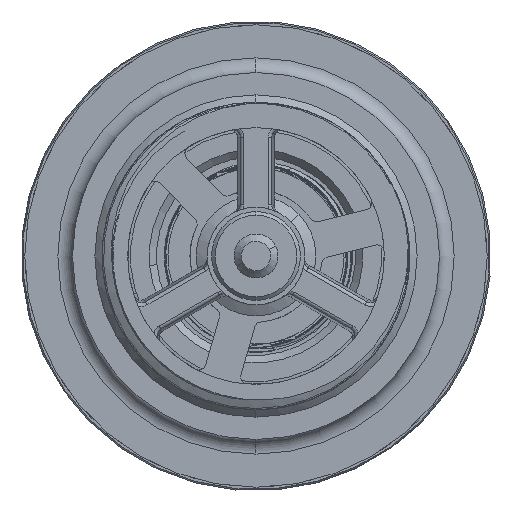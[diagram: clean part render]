
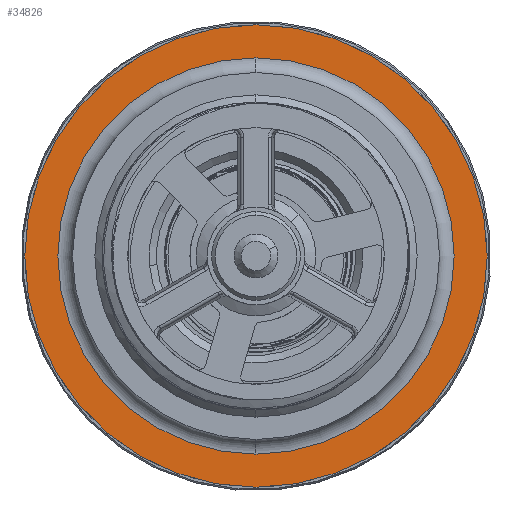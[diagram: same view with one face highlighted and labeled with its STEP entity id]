
A CAD part, front view. The second image highlights one B-rep face of the part: STEP entity #34826.
In plain terms, the highlighted planar face has unit normal (0, -1, 0).
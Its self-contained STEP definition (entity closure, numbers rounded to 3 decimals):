
#31305=CARTESIAN_POINT('',(0.,33.2,0.));
#31306=DIRECTION('',(0.,-1.,0.));
#31307=DIRECTION('',(0.,0.,-1.));
#31308=AXIS2_PLACEMENT_3D('',#31305,#31306,#31307);
#31313=CARTESIAN_POINT('',(0.,33.2,0.));
#31314=DIRECTION('',(0.,-1.,0.));
#31315=DIRECTION('',(0.,0.,1.));
#31316=AXIS2_PLACEMENT_3D('',#31313,#31314,#31315);
#31321=CARTESIAN_POINT('',(0.,33.2,0.));
#31322=DIRECTION('',(0.,1.,0.));
#31323=DIRECTION('',(0.,0.,-1.));
#31324=AXIS2_PLACEMENT_3D('',#31321,#31322,#31323);
#31329=CARTESIAN_POINT('',(0.,33.2,0.));
#31330=DIRECTION('',(0.,1.,0.));
#31331=DIRECTION('',(0.,0.,1.));
#31332=AXIS2_PLACEMENT_3D('',#31329,#31330,#31331);
#34344=CARTESIAN_POINT('',(0.,33.2,-31.5));
#34346=VERTEX_POINT('',#34344);
#34429=CARTESIAN_POINT('',(0.,33.2,27.));
#34430=CARTESIAN_POINT('',(0.,33.2,-27.));
#34431=VERTEX_POINT('',#34429);
#34432=VERTEX_POINT('',#34430);
#34456=CARTESIAN_POINT('',(0.,33.2,31.5));
#34457=VERTEX_POINT('',#34456);
#34811=CARTESIAN_POINT('',(31.5,33.2,0.));
#34812=DIRECTION('',(0.,-1.,0.));
#34813=DIRECTION('',(0.,0.,-1.));
#34814=AXIS2_PLACEMENT_3D('',#34811,#34812,#34813);
#34815=PLANE('',#34814);
#34816=ORIENTED_EDGE('',*,*,#34791,.F.);
#34817=ORIENTED_EDGE('',*,*,#34804,.F.);
#34818=EDGE_LOOP('',(#34816,#34817));
#34819=FACE_OUTER_BOUND('',#34818,.F.);
#34821=ORIENTED_EDGE('',*,*,#34820,.F.);
#34823=ORIENTED_EDGE('',*,*,#34822,.F.);
#34824=EDGE_LOOP('',(#34821,#34823));
#34825=FACE_BOUND('',#34824,.F.);
#34826=ADVANCED_FACE('',(#34819,#34825),#34815,.T.);
#31309=CIRCLE('',#31308,31.5);
#31317=CIRCLE('',#31316,31.5);
#31325=CIRCLE('',#31324,27.);
#31333=CIRCLE('',#31332,27.);
#34791=EDGE_CURVE('',#34346,#34457,#31309,.T.);
#34804=EDGE_CURVE('',#34457,#34346,#31317,.T.);
#34820=EDGE_CURVE('',#34432,#34431,#31325,.T.);
#34822=EDGE_CURVE('',#34431,#34432,#31333,.T.);
